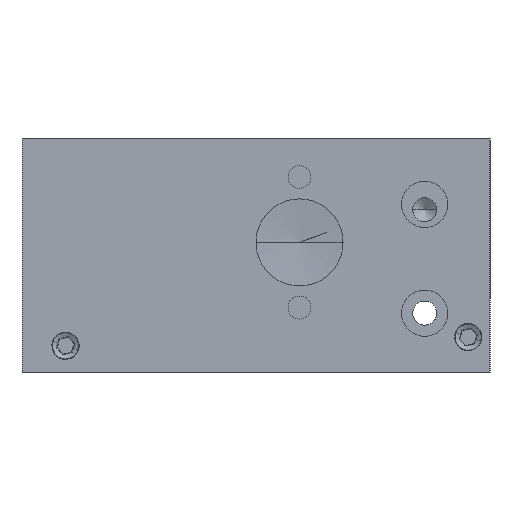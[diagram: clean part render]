
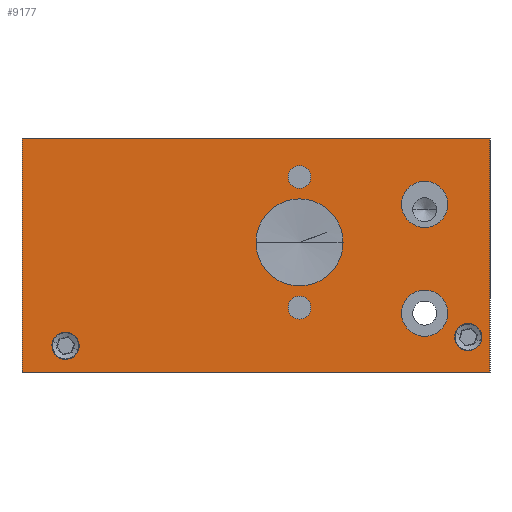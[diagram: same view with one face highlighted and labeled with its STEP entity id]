
A CAD part, left-side view. The second image highlights one B-rep face of the part: STEP entity #9177.
In plain terms, the highlighted planar face has unit normal (-1, 0, 0).
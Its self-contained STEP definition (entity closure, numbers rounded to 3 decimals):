
#13=DIRECTION('',(0.,0.,1.));
#14=VECTOR('',#13,21.5);
#15=CARTESIAN_POINT('',(-30.,0.,-21.5));
#16=LINE('',#15,#14);
#135=DIRECTION('',(0.,1.,0.));
#136=VECTOR('',#135,43.);
#137=CARTESIAN_POINT('',(-30.,0.,0.));
#138=LINE('',#137,#136);
#139=DIRECTION('',(0.,1.,0.));
#140=VECTOR('',#139,43.);
#141=CARTESIAN_POINT('',(-30.,0.,-21.5));
#142=LINE('',#141,#140);
#143=CARTESIAN_POINT('',(-30.,17.5,-9.5));
#144=DIRECTION('',(1.,0.,0.));
#145=DIRECTION('',(0.,-1.,0.));
#146=AXIS2_PLACEMENT_3D('',#143,#144,#145);
#148=CARTESIAN_POINT('',(-30.,17.5,-9.5));
#149=DIRECTION('',(1.,0.,0.));
#150=DIRECTION('',(0.,1.,0.));
#151=AXIS2_PLACEMENT_3D('',#148,#149,#150);
#153=CARTESIAN_POINT('',(-30.,17.5,-3.5));
#154=DIRECTION('',(-1.,0.,0.));
#155=DIRECTION('',(0.,1.,0.));
#156=AXIS2_PLACEMENT_3D('',#153,#154,#155);
#158=CARTESIAN_POINT('',(-30.,17.5,-3.5));
#159=DIRECTION('',(-1.,0.,0.));
#160=DIRECTION('',(0.,-1.,0.));
#161=AXIS2_PLACEMENT_3D('',#158,#159,#160);
#163=CARTESIAN_POINT('',(-30.,17.5,-15.5));
#164=DIRECTION('',(1.,0.,0.));
#165=DIRECTION('',(0.,1.,0.));
#166=AXIS2_PLACEMENT_3D('',#163,#164,#165);
#168=CARTESIAN_POINT('',(-30.,17.5,-15.5));
#169=DIRECTION('',(1.,0.,0.));
#170=DIRECTION('',(0.,-1.,0.));
#171=AXIS2_PLACEMENT_3D('',#168,#169,#170);
#173=CARTESIAN_POINT('',(-30.,6.,-6.));
#174=DIRECTION('',(1.,0.,0.));
#175=DIRECTION('',(0.,-1.,0.));
#176=AXIS2_PLACEMENT_3D('',#173,#174,#175);
#178=CARTESIAN_POINT('',(-30.,6.,-6.));
#179=DIRECTION('',(1.,0.,0.));
#180=DIRECTION('',(0.,1.,0.));
#181=AXIS2_PLACEMENT_3D('',#178,#179,#180);
#183=CARTESIAN_POINT('',(-30.,39.,-19.));
#184=DIRECTION('',(-1.,0.,0.));
#185=DIRECTION('',(0.,-1.,0.));
#186=AXIS2_PLACEMENT_3D('',#183,#184,#185);
#188=CARTESIAN_POINT('',(-30.,39.,-19.));
#189=DIRECTION('',(-1.,0.,0.));
#190=DIRECTION('',(0.,1.,0.));
#191=AXIS2_PLACEMENT_3D('',#188,#189,#190);
#193=CARTESIAN_POINT('',(-30.,2.,-18.2));
#194=DIRECTION('',(-1.,0.,0.));
#195=DIRECTION('',(0.,-1.,0.));
#196=AXIS2_PLACEMENT_3D('',#193,#194,#195);
#198=CARTESIAN_POINT('',(-30.,2.,-18.2));
#199=DIRECTION('',(-1.,0.,0.));
#200=DIRECTION('',(0.,1.,0.));
#201=AXIS2_PLACEMENT_3D('',#198,#199,#200);
#203=CARTESIAN_POINT('',(-30.,6.,-16.));
#204=DIRECTION('',(1.,0.,0.));
#205=DIRECTION('',(0.,-1.,0.));
#206=AXIS2_PLACEMENT_3D('',#203,#204,#205);
#208=CARTESIAN_POINT('',(-30.,6.,-16.));
#209=DIRECTION('',(1.,0.,0.));
#210=DIRECTION('',(0.,1.,0.));
#211=AXIS2_PLACEMENT_3D('',#208,#209,#210);
#439=DIRECTION('',(0.,0.,1.));
#440=VECTOR('',#439,21.5);
#441=CARTESIAN_POINT('',(-30.,43.,-21.5));
#442=LINE('',#441,#440);
#7473=CARTESIAN_POINT('',(-30.,0.,-21.5));
#7474=CARTESIAN_POINT('',(-30.,0.,0.));
#7475=VERTEX_POINT('',#7473);
#7476=VERTEX_POINT('',#7474);
#7481=CARTESIAN_POINT('',(-30.,43.,-21.5));
#7482=CARTESIAN_POINT('',(-30.,43.,0.));
#7483=VERTEX_POINT('',#7481);
#7484=VERTEX_POINT('',#7482);
#7785=CARTESIAN_POINT('',(-30.,37.75,-19.));
#7786=CARTESIAN_POINT('',(-30.,40.25,-19.));
#7787=VERTEX_POINT('',#7785);
#7788=VERTEX_POINT('',#7786);
#7867=CARTESIAN_POINT('',(-30.,0.75,-18.2));
#7868=CARTESIAN_POINT('',(-30.,3.25,-18.2));
#7869=VERTEX_POINT('',#7867);
#7870=VERTEX_POINT('',#7868);
#7879=CARTESIAN_POINT('',(-30.,3.875,-16.));
#7880=VERTEX_POINT('',#7879);
#7881=CARTESIAN_POINT('',(-30.,8.125,-16.));
#7882=VERTEX_POINT('',#7881);
#7939=CARTESIAN_POINT('',(-30.,3.875,-6.));
#7940=VERTEX_POINT('',#7939);
#7941=CARTESIAN_POINT('',(-30.,8.125,-6.));
#7942=VERTEX_POINT('',#7941);
#8087=CARTESIAN_POINT('',(-30.,18.55,-15.5));
#8088=CARTESIAN_POINT('',(-30.,16.45,-15.5));
#8089=VERTEX_POINT('',#8087);
#8090=VERTEX_POINT('',#8088);
#8095=CARTESIAN_POINT('',(-30.,18.55,-3.5));
#8096=VERTEX_POINT('',#8095);
#8097=CARTESIAN_POINT('',(-30.,16.45,-3.5));
#8098=VERTEX_POINT('',#8097);
#8099=CARTESIAN_POINT('',(-30.,13.5,-9.5));
#8100=CARTESIAN_POINT('',(-30.,21.5,-9.5));
#8101=VERTEX_POINT('',#8099);
#8102=VERTEX_POINT('',#8100);
#9122=CARTESIAN_POINT('',(-30.,0.,-21.5));
#9123=DIRECTION('',(-1.,0.,0.));
#9124=DIRECTION('',(0.,0.,1.));
#9125=AXIS2_PLACEMENT_3D('',#9122,#9123,#9124);
#9126=PLANE('',#9125);
#9127=ORIENTED_EDGE('',*,*,#8966,.F.);
#9129=ORIENTED_EDGE('',*,*,#9128,.T.);
#9131=ORIENTED_EDGE('',*,*,#9130,.T.);
#9132=ORIENTED_EDGE('',*,*,#9115,.F.);
#9133=EDGE_LOOP('',(#9127,#9129,#9131,#9132));
#9134=FACE_OUTER_BOUND('',#9133,.F.);
#9136=ORIENTED_EDGE('',*,*,#9135,.F.);
#9138=ORIENTED_EDGE('',*,*,#9137,.F.);
#9139=EDGE_LOOP('',(#9136,#9138));
#9140=FACE_BOUND('',#9139,.F.);
#9142=ORIENTED_EDGE('',*,*,#9141,.T.);
#9144=ORIENTED_EDGE('',*,*,#9143,.T.);
#9145=EDGE_LOOP('',(#9142,#9144));
#9146=FACE_BOUND('',#9145,.F.);
#9148=ORIENTED_EDGE('',*,*,#9147,.F.);
#9150=ORIENTED_EDGE('',*,*,#9149,.F.);
#9151=EDGE_LOOP('',(#9148,#9150));
#9152=FACE_BOUND('',#9151,.F.);
#9154=ORIENTED_EDGE('',*,*,#9153,.F.);
#9156=ORIENTED_EDGE('',*,*,#9155,.F.);
#9157=EDGE_LOOP('',(#9154,#9156));
#9158=FACE_BOUND('',#9157,.F.);
#9160=ORIENTED_EDGE('',*,*,#9159,.T.);
#9162=ORIENTED_EDGE('',*,*,#9161,.T.);
#9163=EDGE_LOOP('',(#9160,#9162));
#9164=FACE_BOUND('',#9163,.F.);
#9166=ORIENTED_EDGE('',*,*,#9165,.T.);
#9168=ORIENTED_EDGE('',*,*,#9167,.T.);
#9169=EDGE_LOOP('',(#9166,#9168));
#9170=FACE_BOUND('',#9169,.F.);
#9172=ORIENTED_EDGE('',*,*,#9171,.F.);
#9174=ORIENTED_EDGE('',*,*,#9173,.F.);
#9175=EDGE_LOOP('',(#9172,#9174));
#9176=FACE_BOUND('',#9175,.F.);
#147=CIRCLE('',#146,4.);
#152=CIRCLE('',#151,4.);
#157=CIRCLE('',#156,1.05);
#162=CIRCLE('',#161,1.05);
#167=CIRCLE('',#166,1.05);
#172=CIRCLE('',#171,1.05);
#177=CIRCLE('',#176,2.125);
#182=CIRCLE('',#181,2.125);
#187=CIRCLE('',#186,1.25);
#192=CIRCLE('',#191,1.25);
#197=CIRCLE('',#196,1.25);
#202=CIRCLE('',#201,1.25);
#207=CIRCLE('',#206,2.125);
#212=CIRCLE('',#211,2.125);
#8966=EDGE_CURVE('',#7475,#7476,#16,.T.);
#9115=EDGE_CURVE('',#7476,#7484,#138,.T.);
#9128=EDGE_CURVE('',#7475,#7483,#142,.T.);
#9130=EDGE_CURVE('',#7483,#7484,#442,.T.);
#9135=EDGE_CURVE('',#8101,#8102,#147,.T.);
#9137=EDGE_CURVE('',#8102,#8101,#152,.T.);
#9141=EDGE_CURVE('',#8096,#8098,#157,.T.);
#9143=EDGE_CURVE('',#8098,#8096,#162,.T.);
#9147=EDGE_CURVE('',#8089,#8090,#167,.T.);
#9149=EDGE_CURVE('',#8090,#8089,#172,.T.);
#9153=EDGE_CURVE('',#7940,#7942,#177,.T.);
#9155=EDGE_CURVE('',#7942,#7940,#182,.T.);
#9159=EDGE_CURVE('',#7787,#7788,#187,.T.);
#9161=EDGE_CURVE('',#7788,#7787,#192,.T.);
#9165=EDGE_CURVE('',#7869,#7870,#197,.T.);
#9167=EDGE_CURVE('',#7870,#7869,#202,.T.);
#9171=EDGE_CURVE('',#7880,#7882,#207,.T.);
#9173=EDGE_CURVE('',#7882,#7880,#212,.T.);
#9177=ADVANCED_FACE('',(#9134,#9140,#9146,#9152,#9158,#9164,#9170,#9176),#9126,
.T.);
